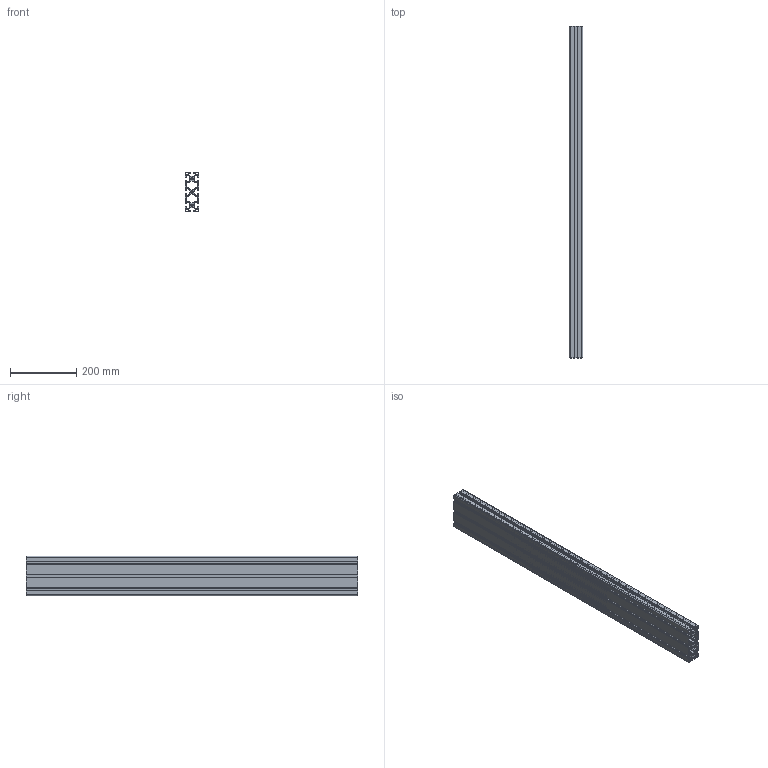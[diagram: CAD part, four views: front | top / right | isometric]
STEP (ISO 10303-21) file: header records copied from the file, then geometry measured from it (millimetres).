
FILE_DESCRIPTION((''),'2;1');
FILE_NAME('AR3726 profil 40x120L.stp','2015-09-24T12:50:36',('Envy'),(''),'Autodesk Inventor 2013','Autodesk Inventor 2013','');
FILE_SCHEMA(('AUTOMOTIVE_DESIGN { 1 0 10303 214 1 1 1 1 }'));
Length unit declared in the file: millimetre
Products named in the file (1): AR3726 profil 40x120L
Bounding box: 40 x 1000 x 120 mm (x, y, z)
Volume: 1663411 mm3; surface area: 1076186.8 mm2
Topology: 1 solids, 1 shells, 284 faces, 846 edges, 564 vertices
Faces by surface type: plane 158, cylinder 126
Full cylindrical faces by diameter (mm): 6.8 x3
Entity records: 9629 total; most frequent: CARTESIAN_POINT 1692, ORIENTED_EDGE 1686, DIRECTION 1665, EDGE_CURVE 843, VECTOR 591, LINE 591, VERTEX_POINT 564, AXIS2_PLACEMENT_3D 537
